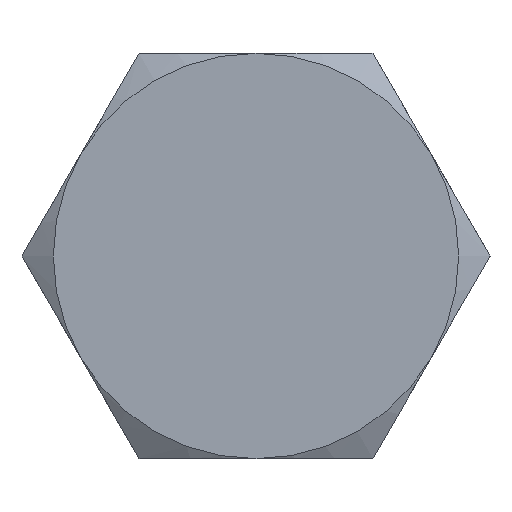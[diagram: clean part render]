
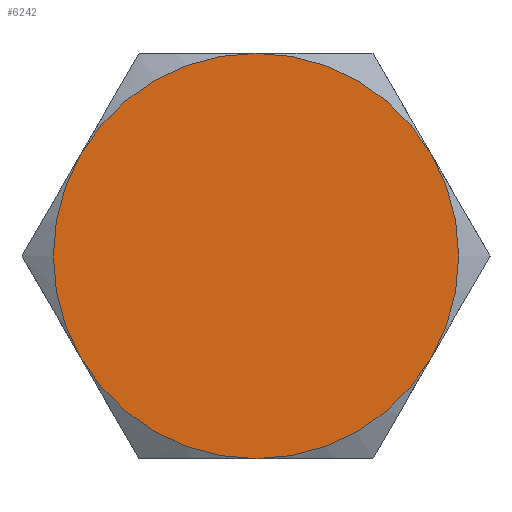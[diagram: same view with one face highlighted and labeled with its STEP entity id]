
A CAD part, left-side view. The second image highlights one B-rep face of the part: STEP entity #6242.
In plain terms, the highlighted planar face has unit normal (-1, 0, 0).
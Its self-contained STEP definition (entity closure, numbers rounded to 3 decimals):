
#18 = VERTEX_POINT ( 'NONE', #1011 ) ;
#43 = CIRCLE ( 'NONE', #1639, 9. ) ;
#386 = ORIENTED_EDGE ( 'NONE', *, *, #4745, .T. ) ;
#526 = AXIS2_PLACEMENT_3D ( 'NONE', #1561, #5790, #5707 ) ;
#669 = AXIS2_PLACEMENT_3D ( 'NONE', #5555, #1935, #6169 ) ;
#885 = EDGE_CURVE ( 'NONE', #7417, #975, #43, .T. ) ;
#975 = VERTEX_POINT ( 'NONE', #7570 ) ;
#1011 = CARTESIAN_POINT ( 'NONE',  ( 0., -7.794, 4.5 ) ) ;
#1249 = EDGE_CURVE ( 'NONE', #975, #5534, #5713, .T. ) ;
#1266 = DIRECTION ( 'NONE',  ( 0., 0., 1. ) ) ;
#1324 = CARTESIAN_POINT ( 'NONE',  ( 0., 0., 0. ) ) ;
#1378 = DIRECTION ( 'NONE',  ( 0., 0., -1. ) ) ;
#1487 = AXIS2_PLACEMENT_3D ( 'NONE', #6791, #7405, #3779 ) ;
#1561 = CARTESIAN_POINT ( 'NONE',  ( 0., 0., 0. ) ) ;
#1639 = AXIS2_PLACEMENT_3D ( 'NONE', #7513, #6322, #3956 ) ;
#1690 = ORIENTED_EDGE ( 'NONE', *, *, #5149, .F. ) ;
#1822 = CIRCLE ( 'NONE', #526, 9. ) ;
#1935 = DIRECTION ( 'NONE',  ( 1., 0., 0. ) ) ;
#1958 = EDGE_CURVE ( 'NONE', #3043, #18, #2033, .T. ) ;
#1962 = PLANE ( 'NONE',  #669 ) ;
#2033 = CIRCLE ( 'NONE', #1487, 9. ) ;
#2302 = CIRCLE ( 'NONE', #2381, 9. ) ;
#2381 = AXIS2_PLACEMENT_3D ( 'NONE', #1324, #5654, #1378 ) ;
#2733 = CARTESIAN_POINT ( 'NONE',  ( 0., -7.794, -4.5 ) ) ;
#3043 = VERTEX_POINT ( 'NONE', #7445 ) ;
#3203 = ORIENTED_EDGE ( 'NONE', *, *, #1249, .F. ) ;
#3242 = ORIENTED_EDGE ( 'NONE', *, *, #885, .F. ) ;
#3251 = FACE_OUTER_BOUND ( 'NONE', #7165, .T. ) ;
#3324 = CARTESIAN_POINT ( 'NONE',  ( 0., 7.794, -4.5 ) ) ;
#3501 = AXIS2_PLACEMENT_3D ( 'NONE', #6681, #3672, #1266 ) ;
#3672 = DIRECTION ( 'NONE',  ( -1., 0., 0. ) ) ;
#3716 = DIRECTION ( 'NONE',  ( 1., 0., 0. ) ) ;
#3779 = DIRECTION ( 'NONE',  ( 0., 0., -1. ) ) ;
#3831 = VERTEX_POINT ( 'NONE', #5997 ) ;
#3917 = AXIS2_PLACEMENT_3D ( 'NONE', #6120, #3716, #6785 ) ;
#3956 = DIRECTION ( 'NONE',  ( 0., 0., -1. ) ) ;
#4745 = EDGE_CURVE ( 'NONE', #3043, #3831, #5704, .T. ) ;
#5149 = EDGE_CURVE ( 'NONE', #18, #7417, #2302, .T. ) ;
#5534 = VERTEX_POINT ( 'NONE', #3324 ) ;
#5555 = CARTESIAN_POINT ( 'NONE',  ( 0., 10.392, 0. ) ) ;
#5654 = DIRECTION ( 'NONE',  ( 1., 0., 0. ) ) ;
#5704 = CIRCLE ( 'NONE', #3501, 9. ) ;
#5707 = DIRECTION ( 'NONE',  ( 0., 0., -1. ) ) ;
#5713 = CIRCLE ( 'NONE', #3917, 9. ) ;
#5790 = DIRECTION ( 'NONE',  ( 1., 0., 0. ) ) ;
#5960 = ORIENTED_EDGE ( 'NONE', *, *, #6695, .F. ) ;
#5997 = CARTESIAN_POINT ( 'NONE',  ( 0., 7.794, 4.5 ) ) ;
#6120 = CARTESIAN_POINT ( 'NONE',  ( 0., 0., 0. ) ) ;
#6169 = DIRECTION ( 'NONE',  ( 0., 0., -1. ) ) ;
#6242 = ADVANCED_FACE ( 'NONE', ( #3251 ), #1962, .F. ) ;
#6322 = DIRECTION ( 'NONE',  ( 1., 0., 0. ) ) ;
#6681 = CARTESIAN_POINT ( 'NONE',  ( 0., 0., 0. ) ) ;
#6695 = EDGE_CURVE ( 'NONE', #5534, #3831, #1822, .T. ) ;
#6785 = DIRECTION ( 'NONE',  ( 0., 0., -1. ) ) ;
#6791 = CARTESIAN_POINT ( 'NONE',  ( 0., 0., 0. ) ) ;
#7165 = EDGE_LOOP ( 'NONE', ( #3203, #3242, #1690, #7551, #386, #5960 ) ) ;
#7405 = DIRECTION ( 'NONE',  ( 1., 0., 0. ) ) ;
#7417 = VERTEX_POINT ( 'NONE', #2733 ) ;
#7445 = CARTESIAN_POINT ( 'NONE',  ( 0., 0., 9. ) ) ;
#7513 = CARTESIAN_POINT ( 'NONE',  ( 0., 0., 0. ) ) ;
#7551 = ORIENTED_EDGE ( 'NONE', *, *, #1958, .F. ) ;
#7570 = CARTESIAN_POINT ( 'NONE',  ( 0., 0., -9. ) ) ;
